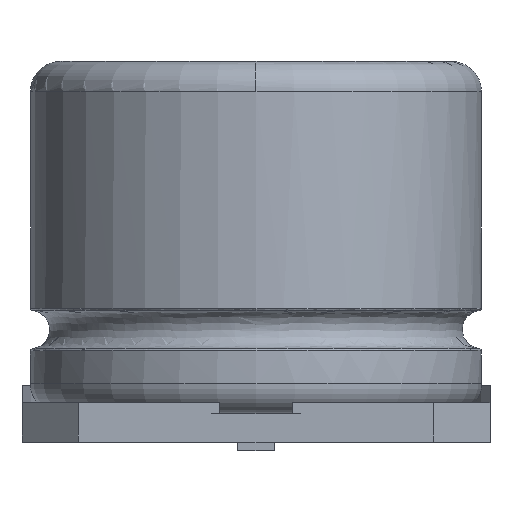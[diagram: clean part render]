
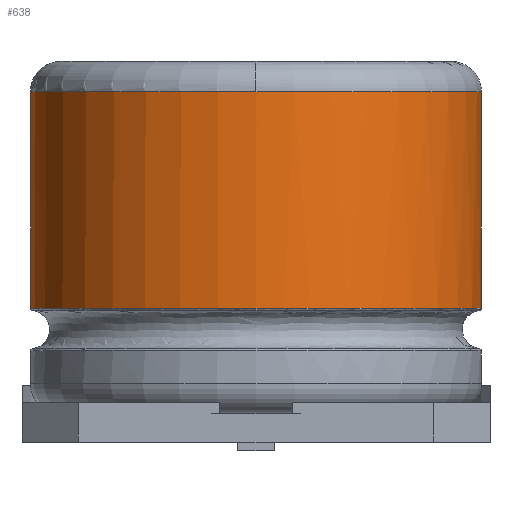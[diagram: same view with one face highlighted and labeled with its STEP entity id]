
A CAD part, left-side view. The second image highlights one B-rep face of the part: STEP entity #638.
In plain terms, the highlighted cylindrical face has radius 4 mm (diameter 8 mm), a full revolution.
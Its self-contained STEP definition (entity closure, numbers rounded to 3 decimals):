
#13=DIRECTION('',(0.,0.,1.));
#28=VECTOR('',#13,1.);
#34=DIRECTION('',(0.,0.,-1.));
#35=DIRECTION('',(-1.,0.,0.));
#421=VERTEX_POINT('',#422);
#422=CARTESIAN_POINT('',(-4.,0.,2.523));
#425=ORIENTED_EDGE('',*,*,#426,.T.);
#426=EDGE_CURVE('',#421,#421,#427,.T.);
#427=( BOUNDED_CURVE() B_SPLINE_CURVE(13,(#422,#428,#429,#430,#431,#432,#433,#434,#435,#436,#437,#438,#439,#440),.UNSPECIFIED.,.T.,.F.) B_SPLINE_CURVE_WITH_KNOTS((14,14),(0.,25.133),.PIECEWISE_BEZIER_KNOTS.) CURVE() GEOMETRIC_REPRESENTATION_ITEM() RATIONAL_B_SPLINE_CURVE((1.,1.,1.,1.,1.,1.,1.,1.,1.,1.,1.,1.,1.,1.)) REPRESENTATION_ITEM('') );
#428=CARTESIAN_POINT('',(-4.,1.905,2.523));
#429=CARTESIAN_POINT('',(-3.015,3.855,2.523));
#430=CARTESIAN_POINT('',(-0.989,5.248,2.523));
#431=CARTESIAN_POINT('',(1.8,5.462,2.523));
#432=CARTESIAN_POINT('',(4.209,3.977,2.523));
#433=CARTESIAN_POINT('',(5.976,1.808,2.523));
#434=CARTESIAN_POINT('',(5.976,-1.808,2.523));
#435=CARTESIAN_POINT('',(4.209,-3.977,2.523));
#436=CARTESIAN_POINT('',(1.8,-5.462,2.523));
#437=CARTESIAN_POINT('',(-0.989,-5.248,2.523));
#438=CARTESIAN_POINT('',(-3.015,-3.855,2.523));
#439=CARTESIAN_POINT('',(-4.,-1.905,2.523));
#440=CARTESIAN_POINT('',(-4.,0.,2.523));
#638=ADVANCED_FACE('',(#639),#665,.T.);
#639=FACE_BOUND('',#640,.F.);
#640=EDGE_LOOP('',(#641,#647,#654,#658,#662,#664,#425));
#641=ORIENTED_EDGE('',*,*,#642,.T.);
#642=EDGE_CURVE('',#421,#643,#645,.T.);
#643=VERTEX_POINT('',#644);
#644=CARTESIAN_POINT('',(-4.,0.,6.367));
#645=LINE('',#646,#28);
#646=CARTESIAN_POINT('',(-4.,0.,2.49));
#647=ORIENTED_EDGE('',*,*,#648,.F.);
#648=EDGE_CURVE('',#649,#643,#651,.T.);
#649=VERTEX_POINT('',#650);
#650=CARTESIAN_POINT('',(1.2,-3.816,6.367));
#651=CIRCLE('',#652,4.);
#652=AXIS2_PLACEMENT_3D('',#653,#34,#35);
#653=CARTESIAN_POINT('',(0.,0.,6.367));
#654=ORIENTED_EDGE('',*,*,#655,.F.);
#655=EDGE_CURVE('',#656,#649,#651,.T.);
#656=VERTEX_POINT('',#657);
#657=CARTESIAN_POINT('',(4.,0.,6.367));
#658=ORIENTED_EDGE('',*,*,#659,.F.);
#659=EDGE_CURVE('',#660,#656,#651,.T.);
#660=VERTEX_POINT('',#661);
#661=CARTESIAN_POINT('',(1.2,3.816,6.367));
#662=ORIENTED_EDGE('',*,*,#663,.F.);
#663=EDGE_CURVE('',#643,#660,#651,.T.);
#664=ORIENTED_EDGE('',*,*,#642,.F.);
#665=CYLINDRICAL_SURFACE('',#666,4.);
#666=AXIS2_PLACEMENT_3D('',#667,#13,#35);
#667=CARTESIAN_POINT('',(0.,0.,2.49));
